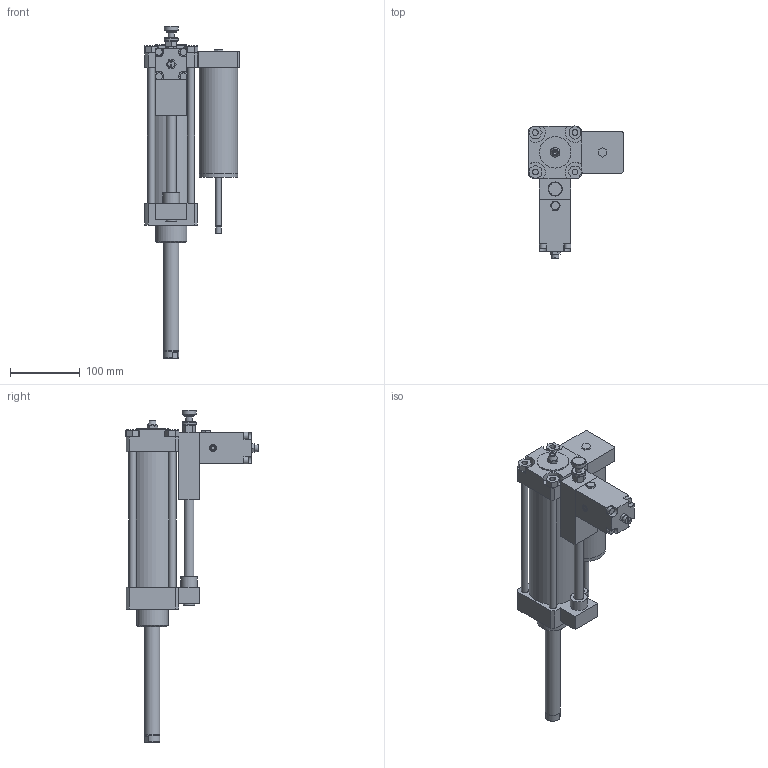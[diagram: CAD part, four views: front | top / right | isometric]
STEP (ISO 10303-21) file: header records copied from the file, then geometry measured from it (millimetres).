
FILE_DESCRIPTION((''),'2;1');
FILE_NAME('1400_63_0150_01_04.iam.stp','2009-04-23T12:01:22',(''),(''),'Autodesk Inventor 2009','Autodesk Inventor 2009','');
FILE_SCHEMA(('AUTOMOTIVE_DESIGN { 1 0 10303 214 1 1 1 1 }'));
Length unit declared in the file: millimetre
Products named in the file (6): 1400_63_0150_01_04; 1400630150T; REGOLATORE 63; STELO 63 C150; BASE SKIP STOP 63; VAL SK NA DX 63
Assembly tree (5 placements, depth 2):
  1400_63_0150_01_04
    1400630150T
    REGOLATORE 63
    STELO 63 C150
    BASE SKIP STOP 63
    VAL SK NA DX 63
Bounding box: 135.56 x 189.56 x 474.5 mm (x, y, z)
Volume: 2005263.6 mm3; surface area: 215985.7 mm2
Topology: 5 solids, 5 shells, 258 faces, 611 edges, 396 vertices
Faces by surface type: plane 162, cylinder 45, bspline 32, cone 19
Full cylindrical faces by diameter (mm): 2 x2, 8 x2, 9 x1, 10 x10, 14 x2, 16 x1, 20 x2, 21.7 x1, 22 x2, 24 x1, 45 x2, 54.9 x1, 55 x1, 68 x1
Entity records: 7705 total; most frequent: CARTESIAN_POINT 1656, DIRECTION 1139, ORIENTED_EDGE 1084, EDGE_CURVE 542, AXIS2_PLACEMENT_3D 396, VERTEX_POINT 384, EDGE_LOOP 356, VECTOR 347
